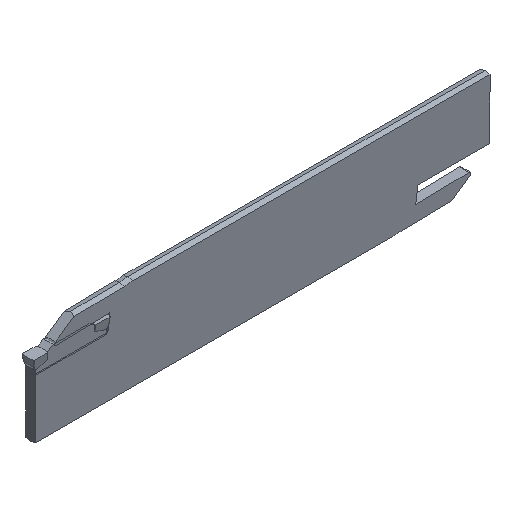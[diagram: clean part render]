
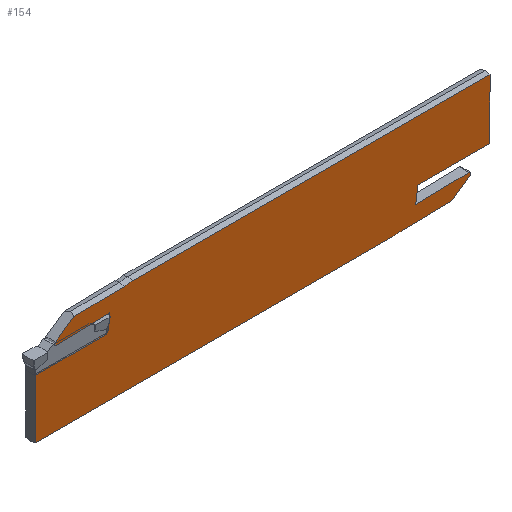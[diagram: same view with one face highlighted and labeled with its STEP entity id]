
A CAD part, isometric view. The second image highlights one B-rep face of the part: STEP entity #154.
In plain terms, the highlighted planar face has unit normal (0, -1, 0).
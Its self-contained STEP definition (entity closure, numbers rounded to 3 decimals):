
#154=ADVANCED_FACE('',(#266),#204,.T.);
#204=PLANE('',#1385);
#266=FACE_OUTER_BOUND('',#334,.T.);
#334=EDGE_LOOP('',(#598,#599,#600,#601,#602,#603,#604,#605,#606,#607,#608,
#609,#610,#611,#612,#613,#614,#615,#616,#617));
#368=CIRCLE('',#1381,25.432);
#369=CIRCLE('',#1382,0.6);
#370=CIRCLE('',#1383,25.432);
#371=CIRCLE('',#1384,0.6);
#598=ORIENTED_EDGE('',*,*,#973,.T.);
#599=ORIENTED_EDGE('',*,*,#974,.T.);
#600=ORIENTED_EDGE('',*,*,#975,.T.);
#601=ORIENTED_EDGE('',*,*,#976,.T.);
#602=ORIENTED_EDGE('',*,*,#977,.T.);
#603=ORIENTED_EDGE('',*,*,#978,.T.);
#604=ORIENTED_EDGE('',*,*,#979,.F.);
#605=ORIENTED_EDGE('',*,*,#980,.T.);
#606=ORIENTED_EDGE('',*,*,#981,.T.);
#607=ORIENTED_EDGE('',*,*,#982,.T.);
#608=ORIENTED_EDGE('',*,*,#983,.T.);
#609=ORIENTED_EDGE('',*,*,#984,.T.);
#610=ORIENTED_EDGE('',*,*,#985,.T.);
#611=ORIENTED_EDGE('',*,*,#986,.F.);
#612=ORIENTED_EDGE('',*,*,#968,.F.);
#613=ORIENTED_EDGE('',*,*,#987,.T.);
#614=ORIENTED_EDGE('',*,*,#988,.F.);
#615=ORIENTED_EDGE('',*,*,#989,.T.);
#616=ORIENTED_EDGE('',*,*,#990,.T.);
#617=ORIENTED_EDGE('',*,*,#991,.T.);
#812=VERTEX_POINT('',#2134);
#813=VERTEX_POINT('',#2136);
#816=VERTEX_POINT('',#2146);
#817=VERTEX_POINT('',#2147);
#818=VERTEX_POINT('',#2149);
#819=VERTEX_POINT('',#2151);
#820=VERTEX_POINT('',#2153);
#821=VERTEX_POINT('',#2155);
#822=VERTEX_POINT('',#2157);
#823=VERTEX_POINT('',#2159);
#824=VERTEX_POINT('',#2161);
#825=VERTEX_POINT('',#2163);
#826=VERTEX_POINT('',#2165);
#827=VERTEX_POINT('',#2167);
#828=VERTEX_POINT('',#2169);
#829=VERTEX_POINT('',#2171);
#830=VERTEX_POINT('',#2174);
#831=VERTEX_POINT('',#2176);
#832=VERTEX_POINT('',#2178);
#833=VERTEX_POINT('',#2180);
#968=EDGE_CURVE('',#812,#813,#1110,.T.);
#973=EDGE_CURVE('',#816,#817,#1115,.T.);
#974=EDGE_CURVE('',#817,#818,#1116,.T.);
#975=EDGE_CURVE('',#818,#819,#1117,.T.);
#976=EDGE_CURVE('',#819,#820,#1118,.T.);
#977=EDGE_CURVE('',#820,#821,#1119,.T.);
#978=EDGE_CURVE('',#821,#822,#1120,.T.);
#979=EDGE_CURVE('',#823,#822,#368,.T.);
#980=EDGE_CURVE('',#823,#824,#1121,.T.);
#981=EDGE_CURVE('',#824,#825,#1122,.T.);
#982=EDGE_CURVE('',#825,#826,#369,.T.);
#983=EDGE_CURVE('',#826,#827,#1123,.T.);
#984=EDGE_CURVE('',#827,#828,#1124,.T.);
#985=EDGE_CURVE('',#828,#829,#1125,.T.);
#986=EDGE_CURVE('',#813,#829,#1126,.T.);
#987=EDGE_CURVE('',#812,#830,#1127,.T.);
#988=EDGE_CURVE('',#831,#830,#370,.T.);
#989=EDGE_CURVE('',#831,#832,#1128,.T.);
#990=EDGE_CURVE('',#832,#833,#1129,.T.);
#991=EDGE_CURVE('',#833,#816,#371,.T.);
#1110=LINE('',#2135,#1246);
#1115=LINE('',#2145,#1251);
#1116=LINE('',#2148,#1252);
#1117=LINE('',#2150,#1253);
#1118=LINE('',#2152,#1254);
#1119=LINE('',#2154,#1255);
#1120=LINE('',#2156,#1256);
#1121=LINE('',#2160,#1257);
#1122=LINE('',#2162,#1258);
#1123=LINE('',#2166,#1259);
#1124=LINE('',#2168,#1260);
#1125=LINE('',#2170,#1261);
#1126=LINE('',#2172,#1262);
#1127=LINE('',#2173,#1263);
#1128=LINE('',#2177,#1264);
#1129=LINE('',#2179,#1265);
#1246=VECTOR('',#1611,1.);
#1251=VECTOR('',#1620,1.);
#1252=VECTOR('',#1621,1.);
#1253=VECTOR('',#1622,1.);
#1254=VECTOR('',#1623,1.);
#1255=VECTOR('',#1624,1.);
#1256=VECTOR('',#1625,1.);
#1257=VECTOR('',#1628,1.);
#1258=VECTOR('',#1629,1.);
#1259=VECTOR('',#1632,1.);
#1260=VECTOR('',#1633,1.);
#1261=VECTOR('',#1634,1.);
#1262=VECTOR('',#1635,1.);
#1263=VECTOR('',#1636,1.);
#1264=VECTOR('',#1639,1.);
#1265=VECTOR('',#1640,1.);
#1381=AXIS2_PLACEMENT_3D('',#2158,#1626,#1627);
#1382=AXIS2_PLACEMENT_3D('',#2164,#1630,#1631);
#1383=AXIS2_PLACEMENT_3D('',#2175,#1637,#1638);
#1384=AXIS2_PLACEMENT_3D('',#2181,#1641,#1642);
#1385=AXIS2_PLACEMENT_3D('',#2182,#1643,#1644);
#1611=DIRECTION('',(-1.,0.,0.));
#1620=DIRECTION('',(-1.,0.,-0.026));
#1621=DIRECTION('',(0.122,0.,0.993));
#1622=DIRECTION('',(1.,0.,0.));
#1623=DIRECTION('',(0.,0.,1.));
#1624=DIRECTION('',(-1.,0.,0.));
#1625=DIRECTION('',(0.109,0.,-0.994));
#1626=DIRECTION('',(0.,-1.,0.));
#1627=DIRECTION('',(0.,0.,-1.));
#1628=DIRECTION('',(-1.,0.,-0.017));
#1629=DIRECTION('',(-0.819,0.,-0.574));
#1630=DIRECTION('',(0.,-1.,0.));
#1631=DIRECTION('',(0.,0.,-1.));
#1632=DIRECTION('',(1.,0.,0.026));
#1633=DIRECTION('',(-0.122,0.,-0.993));
#1634=DIRECTION('',(-1.,0.,0.));
#1635=DIRECTION('',(0.,0.,1.));
#1636=DIRECTION('',(-0.109,0.,0.994));
#1637=DIRECTION('',(0.,-1.,0.));
#1638=DIRECTION('',(0.,0.,1.));
#1639=DIRECTION('',(1.,0.,0.017));
#1640=DIRECTION('',(0.819,0.,0.574));
#1641=DIRECTION('',(0.,-1.,0.));
#1642=DIRECTION('',(0.,0.,1.));
#1643=DIRECTION('',(0.,-1.,0.));
#1644=DIRECTION('',(0.,0.,-1.));
#2134=CARTESIAN_POINT('',(117.953,0.,-24.143));
#2135=CARTESIAN_POINT('',(150.,0.,-24.143));
#2136=CARTESIAN_POINT('',(0.,0.,-24.143));
#2145=CARTESIAN_POINT('',(132.241,0.,-18.609));
#2146=CARTESIAN_POINT('',(143.082,0.,-18.326));
#2147=CARTESIAN_POINT('',(125.504,0.,-18.786));
#2148=CARTESIAN_POINT('',(125.811,0.,-16.283));
#2149=CARTESIAN_POINT('',(126.146,0.,-13.55));
#2150=CARTESIAN_POINT('',(150.2,0.,-13.55));
#2151=CARTESIAN_POINT('',(150.,0.,-13.55));
#2152=CARTESIAN_POINT('',(150.,0.,-24.143));
#2153=CARTESIAN_POINT('',(150.,0.,6.143));
#2154=CARTESIAN_POINT('',(150.,0.,6.143));
#2155=CARTESIAN_POINT('',(32.047,0.,6.143));
#2156=CARTESIAN_POINT('',(31.923,0.,7.274));
#2157=CARTESIAN_POINT('',(32.047,0.,6.142));
#2158=CARTESIAN_POINT('',(28.844,0.,31.371));
#2159=CARTESIAN_POINT('',(29.28,0.,5.943));
#2160=CARTESIAN_POINT('',(29.28,0.,5.943));
#2161=CARTESIAN_POINT('',(12.606,0.,5.652));
#2162=CARTESIAN_POINT('',(6.558,0.,1.417));
#2163=CARTESIAN_POINT('',(6.558,0.,1.417));
#2164=CARTESIAN_POINT('',(6.902,0.,0.925));
#2165=CARTESIAN_POINT('',(6.918,0.,0.326));
#2166=CARTESIAN_POINT('',(17.759,0.,0.609));
#2167=CARTESIAN_POINT('',(24.496,0.,0.786));
#2168=CARTESIAN_POINT('',(24.189,0.,-1.717));
#2169=CARTESIAN_POINT('',(23.854,0.,-4.45));
#2170=CARTESIAN_POINT('',(-0.2,0.,-4.45));
#2171=CARTESIAN_POINT('',(0.,0.,-4.45));
#2172=CARTESIAN_POINT('',(0.,0.,-24.143));
#2173=CARTESIAN_POINT('',(118.077,0.,-25.274));
#2174=CARTESIAN_POINT('',(117.953,0.,-24.142));
#2175=CARTESIAN_POINT('',(121.156,0.,-49.371));
#2176=CARTESIAN_POINT('',(120.72,0.,-23.943));
#2177=CARTESIAN_POINT('',(120.72,0.,-23.943));
#2178=CARTESIAN_POINT('',(137.394,0.,-23.652));
#2179=CARTESIAN_POINT('',(143.442,0.,-19.417));
#2180=CARTESIAN_POINT('',(143.442,0.,-19.417));
#2181=CARTESIAN_POINT('',(143.098,0.,-18.925));
#2182=CARTESIAN_POINT('',(150.,0.,-24.143));
